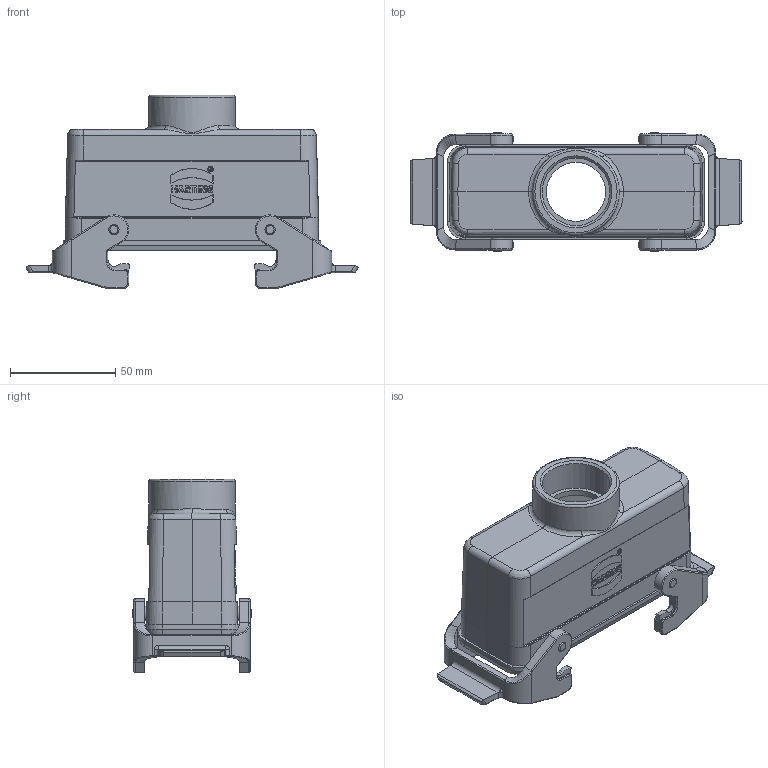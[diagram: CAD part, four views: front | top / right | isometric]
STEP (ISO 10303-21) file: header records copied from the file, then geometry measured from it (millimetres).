
FILE_DESCRIPTION(/* description */ (''),/* implementation_level */ '2;1');
FILE_NAME(/* name */ '100622227ugm000_a.stp',/* time_stamp */ '2015-05-12T08:21:59+02:00',/* author */ (''),/* organization */ (''),/* preprocessor_version */ 'ST-DEVELOPER v15',/* originating_system */ 'SIEMENS PLM Software NX 8.5',/* authorisation */ '');
FILE_SCHEMA (('AUTOMOTIVE_DESIGN { 1 0 10303 214 3 1 1 1 }'));
Length unit declared in the file: millimetre
Products named in the file (1): 100622227ugm000_a
Bounding box: 157.4 x 56.6 x 91.7 mm (x, y, z)
Volume: 97655.5 mm3; surface area: 60099.9 mm2
Topology: 3 solids, 3 shells, 644 faces, 1571 edges, 950 vertices
Faces by surface type: plane 271, cylinder 207, bspline 142, cone 19, torus 5
Full cylindrical faces by diameter (mm): 3 x4, 4.8 x4, 6 x4, 7 x4, 28 x1, 32 x1, 41 x1
Entity records: 25618 total; most frequent: CARTESIAN_POINT 8255, ORIENTED_EDGE 3032, DIRECTION 2819, EDGE_CURVE 1516, AXIS2_PLACEMENT_3D 996, VERTEX_POINT 941, LINE 827, VECTOR 827
